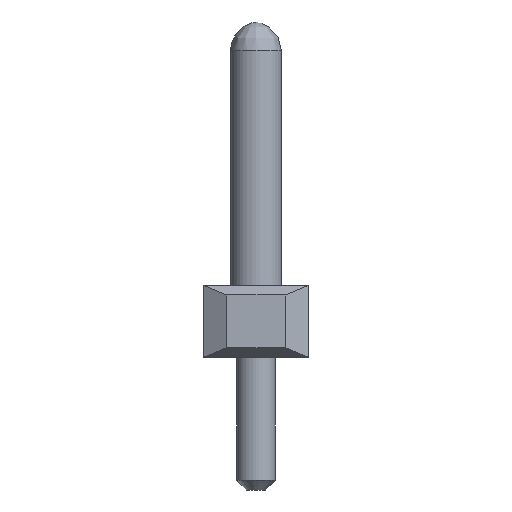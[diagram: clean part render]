
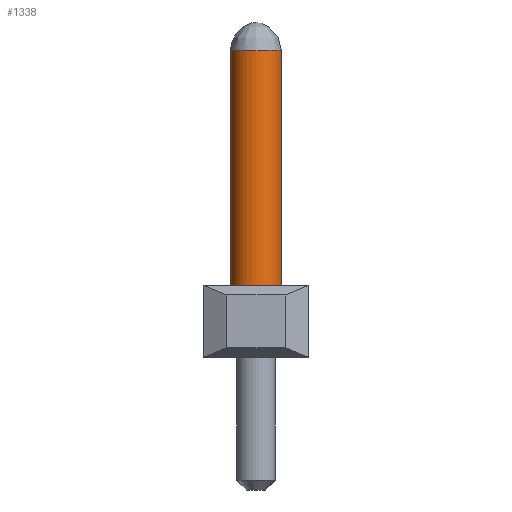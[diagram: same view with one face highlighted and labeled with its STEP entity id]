
A CAD part, left-side view. The second image highlights one B-rep face of the part: STEP entity #1338.
In plain terms, the highlighted cylindrical face has radius 0.65 mm (diameter 1.3 mm), a full revolution.
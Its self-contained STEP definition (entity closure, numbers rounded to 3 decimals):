
#1246=CYLINDRICAL_SURFACE('',#2893,0.65);
#1267=FACE_BOUND('',#1668,.T.);
#1268=FACE_BOUND('',#1669,.T.);
#1338=ADVANCED_FACE('',(#1267,#1268),#1246,.T.);
#1668=EDGE_LOOP('',(#1913));
#1669=EDGE_LOOP('',(#1914));
#1913=ORIENTED_EDGE('',*,*,#2495,.F.);
#1914=ORIENTED_EDGE('',*,*,#2517,.T.);
#2326=VERTEX_POINT('',#3615);
#2330=VERTEX_POINT('',#3660);
#2495=EDGE_CURVE('',#2326,#2326,#2704,.T.);
#2517=EDGE_CURVE('',#2330,#2330,#2705,.T.);
#2704=CIRCLE('',#2872,0.65);
#2705=CIRCLE('',#2892,0.65);
#2872=AXIS2_PLACEMENT_3D('',#3614,#3075,#3076);
#2892=AXIS2_PLACEMENT_3D('',#3659,#3136,#3137);
#2893=AXIS2_PLACEMENT_3D('',#3689,#3138,#3139);
#3075=DIRECTION('',(0.,0.,-1.));
#3076=DIRECTION('',(1.,0.,0.));
#3136=DIRECTION('',(0.,0.,-1.));
#3137=DIRECTION('',(0.,1.,0.));
#3138=DIRECTION('',(0.,0.,-1.));
#3139=DIRECTION('',(0.,1.,0.));
#3614=CARTESIAN_POINT('',(0.,0.,5.));
#3615=CARTESIAN_POINT('',(0.65,0.,5.));
#3659=CARTESIAN_POINT('',(0.,0.,11.257));
#3660=CARTESIAN_POINT('',(0.,0.65,11.257));
#3689=CARTESIAN_POINT('',(0.,0.,12.));
